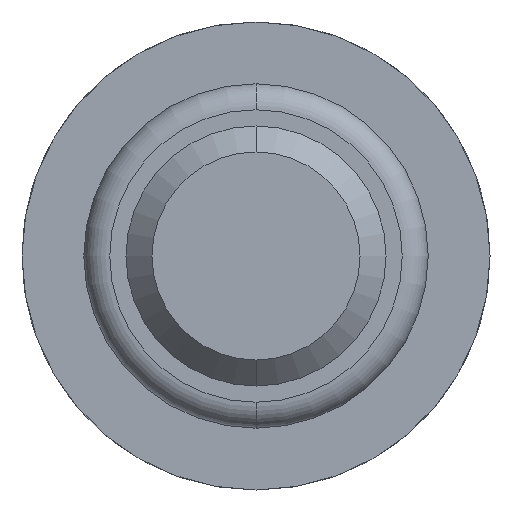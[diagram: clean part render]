
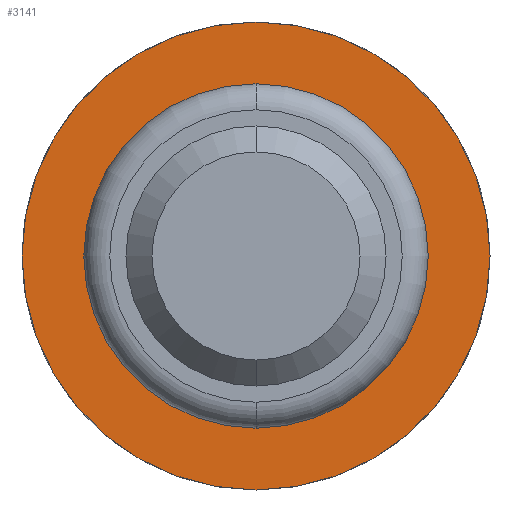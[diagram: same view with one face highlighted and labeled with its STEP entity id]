
A CAD part, front view. The second image highlights one B-rep face of the part: STEP entity #3141.
In plain terms, the highlighted planar face has unit normal (0, -1, 0).
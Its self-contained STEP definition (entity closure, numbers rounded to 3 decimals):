
#45 = CARTESIAN_POINT ( 'NONE',  ( 0., -1.8, 1.325 ) ) ;
#233 = CIRCLE ( 'NONE', #1622, 1.8 ) ;
#281 = CARTESIAN_POINT ( 'NONE',  ( 0., -1.8, 0. ) ) ;
#317 = EDGE_LOOP ( 'NONE', ( #3320, #2719 ) ) ;
#562 = DIRECTION ( 'NONE',  ( 0., 0., 1. ) ) ;
#881 = CARTESIAN_POINT ( 'NONE',  ( 0., -1.8, 1.8 ) ) ;
#884 = EDGE_CURVE ( 'Defeature ausgef�hrt3_12+Defeature ausgef�hrt3_13+Defeature ausgef�hrt3_13+Defeature ausgef�hrt3_13', #2267, #1986, #3906, .T. ) ;
#984 = EDGE_LOOP ( 'NONE', ( #4216, #3143 ) ) ;
#1246 = DIRECTION ( 'NONE',  ( 0., 0., 1. ) ) ;
#1295 = EDGE_CURVE ( 'Defeature ausgef�hrt3_13+Defeature ausgef�hrt3_14+Defeature ausgef�hrt3_14+Defeature ausgef�hrt3_14', #2568, #1517, #4035, .T. ) ;
#1517 = VERTEX_POINT ( 'NONE', #45 ) ;
#1618 = DIRECTION ( 'NONE',  ( 0., 1., 0. ) ) ;
#1622 = AXIS2_PLACEMENT_3D ( 'NONE', #281, #2998, #1246 ) ;
#1684 = CARTESIAN_POINT ( 'NONE',  ( 0., -1.8, 0. ) ) ;
#1829 = EDGE_CURVE ( 'Defeature ausgef�hrt3_12+Defeature ausgef�hrt3_13+Defeature ausgef�hrt3_13+Defeature ausgef�hrt3_13', #1986, #2267, #233, .T. ) ;
#1986 = VERTEX_POINT ( 'NONE', #2278 ) ;
#2054 = CARTESIAN_POINT ( 'NONE',  ( 0., -1.8, 0. ) ) ;
#2241 = FACE_BOUND ( 'NONE', #984, .T. ) ;
#2267 = VERTEX_POINT ( 'NONE', #881 ) ;
#2278 = CARTESIAN_POINT ( 'NONE',  ( 0., -1.8, -1.8 ) ) ;
#2463 = CARTESIAN_POINT ( 'NONE',  ( 0., -1.8, 0. ) ) ;
#2538 = AXIS2_PLACEMENT_3D ( 'NONE', #3381, #3356, #562 ) ;
#2568 = VERTEX_POINT ( 'NONE', #2891 ) ;
#2617 = FACE_OUTER_BOUND ( 'NONE', #317, .T. ) ;
#2710 = DIRECTION ( 'NONE',  ( 0., 1., 0. ) ) ;
#2719 = ORIENTED_EDGE ( 'NONE', *, *, #1829, .F. ) ;
#2891 = CARTESIAN_POINT ( 'NONE',  ( 0., -1.8, -1.325 ) ) ;
#2998 = DIRECTION ( 'NONE',  ( 0., 1., 0. ) ) ;
#3141 = ADVANCED_FACE ( 'Defeature ausgef�hrt3_13', ( #2617, #2241 ), #4367, .F. ) ;
#3143 = ORIENTED_EDGE ( 'NONE', *, *, #1295, .T. ) ;
#3320 = ORIENTED_EDGE ( 'NONE', *, *, #884, .F. ) ;
#3332 = EDGE_CURVE ( 'Defeature ausgef�hrt3_13+Defeature ausgef�hrt3_14+Defeature ausgef�hrt3_14+Defeature ausgef�hrt3_14', #1517, #2568, #3667, .T. ) ;
#3356 = DIRECTION ( 'NONE',  ( 0., 1., 0. ) ) ;
#3381 = CARTESIAN_POINT ( 'NONE',  ( 1.8, -1.8, 0. ) ) ;
#3441 = DIRECTION ( 'NONE',  ( 0., 0., 1. ) ) ;
#3516 = AXIS2_PLACEMENT_3D ( 'NONE', #2463, #2710, #4123 ) ;
#3667 = CIRCLE ( 'NONE', #3516, 1.325 ) ;
#3906 = CIRCLE ( 'NONE', #4269, 1.8 ) ;
#3956 = AXIS2_PLACEMENT_3D ( 'NONE', #1684, #1618, #4459 ) ;
#4035 = CIRCLE ( 'NONE', #3956, 1.325 ) ;
#4123 = DIRECTION ( 'NONE',  ( 0., 0., 1. ) ) ;
#4216 = ORIENTED_EDGE ( 'NONE', *, *, #3332, .T. ) ;
#4269 = AXIS2_PLACEMENT_3D ( 'NONE', #2054, #4502, #3441 ) ;
#4367 = PLANE ( 'NONE',  #2538 ) ;
#4459 = DIRECTION ( 'NONE',  ( 0., 0., 1. ) ) ;
#4502 = DIRECTION ( 'NONE',  ( 0., 1., 0. ) ) ;
